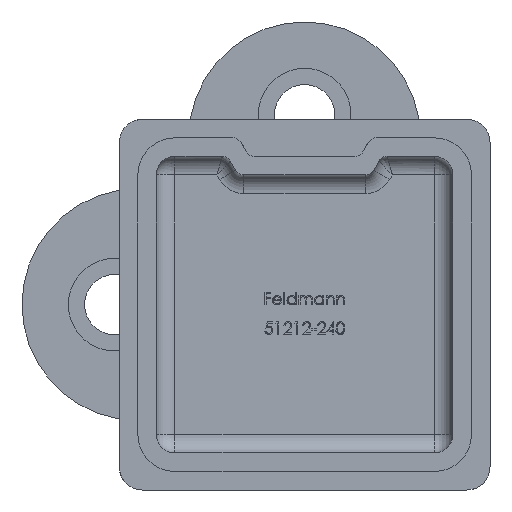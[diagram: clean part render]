
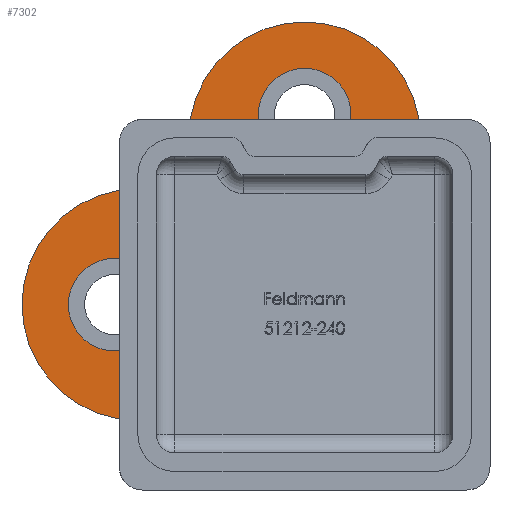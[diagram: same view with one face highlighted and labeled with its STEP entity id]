
A CAD part, front view. The second image highlights one B-rep face of the part: STEP entity #7302.
In plain terms, the highlighted planar face has unit normal (0, -1, 0).
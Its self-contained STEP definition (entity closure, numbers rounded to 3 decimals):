
#72 = AXIS2_PLACEMENT_3D ( 'NONE', #12884, #3974, #3926 ) ;
#83 = ORIENTED_EDGE ( 'NONE', *, *, #12312, .F. ) ;
#204 = CARTESIAN_POINT ( 'NONE',  ( -30.5, 78., 12.5 ) ) ;
#253 = DIRECTION ( 'NONE',  ( 0., 0., 1. ) ) ;
#283 = LINE ( 'NONE', #5107, #7682 ) ;
#430 = EDGE_CURVE ( 'NONE', #8127, #4531, #11196, .T. ) ;
#443 = EDGE_CURVE ( 'NONE', #4295, #11036, #5955, .T. ) ;
#562 = EDGE_CURVE ( 'NONE', #12553, #3819, #5256, .T. ) ;
#687 = ORIENTED_EDGE ( 'NONE', *, *, #1431, .T. ) ;
#812 = EDGE_CURVE ( 'NONE', #12494, #4310, #8398, .T. ) ;
#821 = CARTESIAN_POINT ( 'NONE',  ( 0., 78., 0. ) ) ;
#884 = DIRECTION ( 'NONE',  ( 1., 0., 0. ) ) ;
#961 = VECTOR ( 'NONE', #4640, 1000. ) ;
#1178 = ORIENTED_EDGE ( 'NONE', *, *, #562, .T. ) ;
#1219 = ORIENTED_EDGE ( 'NONE', *, *, #7530, .T. ) ;
#1322 = EDGE_LOOP ( 'NONE', ( #9196, #10781, #1325, #687, #1178, #83, #11026, #6351, #7955 ) ) ;
#1325 = ORIENTED_EDGE ( 'NONE', *, *, #7785, .F. ) ;
#1431 = EDGE_CURVE ( 'NONE', #11379, #12553, #6107, .T. ) ;
#1459 = CARTESIAN_POINT ( 'NONE',  ( -7.541, 78., -7.541 ) ) ;
#1485 = CARTESIAN_POINT ( 'NONE',  ( 0., 78., -12.5 ) ) ;
#1548 = EDGE_CURVE ( 'NONE', #4531, #12494, #1788, .T. ) ;
#1561 = EDGE_LOOP ( 'NONE', ( #6674, #1219, #10680, #6866 ) ) ;
#1788 = LINE ( 'NONE', #4232, #9260 ) ;
#2313 = CARTESIAN_POINT ( 'NONE',  ( -7.541, 78., 0. ) ) ;
#2337 = VECTOR ( 'NONE', #10842, 1000. ) ;
#2546 = CARTESIAN_POINT ( 'NONE',  ( 0., 78., 18. ) ) ;
#2548 = CARTESIAN_POINT ( 'NONE',  ( -12.5, 78., 12.5 ) ) ;
#2581 = VERTEX_POINT ( 'NONE', #7683 ) ;
#3304 = CARTESIAN_POINT ( 'NONE',  ( -30.5, 78., 0. ) ) ;
#3435 = CARTESIAN_POINT ( 'NONE',  ( 12.5, 78., 18. ) ) ;
#3670 = VERTEX_POINT ( 'NONE', #6708 ) ;
#3699 = VECTOR ( 'NONE', #253, 1000. ) ;
#3808 = CARTESIAN_POINT ( 'NONE',  ( 0., 78., -7.541 ) ) ;
#3819 = VERTEX_POINT ( 'NONE', #5823 ) ;
#3874 = AXIS2_PLACEMENT_3D ( 'NONE', #4403, #5520, #13307 ) ;
#3926 = DIRECTION ( 'NONE',  ( 0., 0., -1. ) ) ;
#3933 = AXIS2_PLACEMENT_3D ( 'NONE', #2546, #5859, #13654 ) ;
#3974 = DIRECTION ( 'NONE',  ( 0., -1., 0. ) ) ;
#4018 = CARTESIAN_POINT ( 'NONE',  ( -20.5, 78., 0. ) ) ;
#4097 = DIRECTION ( 'NONE',  ( 0., 0., 1. ) ) ;
#4107 = EDGE_CURVE ( 'NONE', #4295, #4112, #9734, .T. ) ;
#4112 = VERTEX_POINT ( 'NONE', #3304 ) ;
#4232 = CARTESIAN_POINT ( 'NONE',  ( 0., 78., 7.541 ) ) ;
#4295 = VERTEX_POINT ( 'NONE', #12575 ) ;
#4310 = VERTEX_POINT ( 'NONE', #7031 ) ;
#4403 = CARTESIAN_POINT ( 'NONE',  ( -18., 78., 0. ) ) ;
#4531 = VERTEX_POINT ( 'NONE', #9806 ) ;
#4559 = DIRECTION ( 'NONE',  ( 0., 0., 1. ) ) ;
#4640 = DIRECTION ( 'NONE',  ( 1., 0., 0. ) ) ;
#4734 = CARTESIAN_POINT ( 'NONE',  ( -18., 78., -12.5 ) ) ;
#4865 = ORIENTED_EDGE ( 'NONE', *, *, #11931, .F. ) ;
#4966 = FACE_BOUND ( 'NONE', #1561, .T. ) ;
#5107 = CARTESIAN_POINT ( 'NONE',  ( 12.5, 78., -12.5 ) ) ;
#5141 = EDGE_CURVE ( 'NONE', #2581, #2581, #11778, .T. ) ;
#5256 = CIRCLE ( 'NONE', #3933, 12.5 ) ;
#5333 = CIRCLE ( 'NONE', #13873, 12.5 ) ;
#5468 = VERTEX_POINT ( 'NONE', #4734 ) ;
#5520 = DIRECTION ( 'NONE',  ( 0., -1., 0. ) ) ;
#5823 = CARTESIAN_POINT ( 'NONE',  ( -12.5, 78., 18. ) ) ;
#5852 = VERTEX_POINT ( 'NONE', #10885 ) ;
#5859 = DIRECTION ( 'NONE',  ( 0., -1., 0. ) ) ;
#5948 = DIRECTION ( 'NONE',  ( -1., 0., 0. ) ) ;
#5955 = LINE ( 'NONE', #204, #961 ) ;
#6107 = CIRCLE ( 'NONE', #6848, 12.5 ) ;
#6183 = FACE_OUTER_BOUND ( 'NONE', #1322, .T. ) ;
#6252 = DIRECTION ( 'NONE',  ( 0., 0., -1. ) ) ;
#6351 = ORIENTED_EDGE ( 'NONE', *, *, #4107, .T. ) ;
#6593 = CIRCLE ( 'NONE', #72, 5. ) ;
#6674 = ORIENTED_EDGE ( 'NONE', *, *, #812, .T. ) ;
#6708 = CARTESIAN_POINT ( 'NONE',  ( 12.5, 78., 0. ) ) ;
#6813 = DIRECTION ( 'NONE',  ( 0., -1., 0. ) ) ;
#6848 = AXIS2_PLACEMENT_3D ( 'NONE', #11194, #6813, #4559 ) ;
#6852 = EDGE_CURVE ( 'NONE', #9054, #3670, #5333, .T. ) ;
#6866 = ORIENTED_EDGE ( 'NONE', *, *, #1548, .T. ) ;
#6958 = VECTOR ( 'NONE', #8022, 1000. ) ;
#7031 = CARTESIAN_POINT ( 'NONE',  ( 7.541, 78., -7.541 ) ) ;
#7294 = CARTESIAN_POINT ( 'NONE',  ( -18., 78., 0. ) ) ;
#7302 = ADVANCED_FACE ( 'NONE', ( #4966, #8822, #10049, #6183 ), #9623, .F. ) ;
#7408 = LINE ( 'NONE', #13881, #12971 ) ;
#7436 = AXIS2_PLACEMENT_3D ( 'NONE', #4018, #12924, #6252 ) ;
#7530 = EDGE_CURVE ( 'NONE', #4310, #8127, #9518, .T. ) ;
#7662 = EDGE_CURVE ( 'NONE', #9054, #5468, #7408, .T. ) ;
#7682 = VECTOR ( 'NONE', #12903, 1000. ) ;
#7683 = CARTESIAN_POINT ( 'NONE',  ( -20.5, 78., -5. ) ) ;
#7785 = EDGE_CURVE ( 'NONE', #11379, #3670, #283, .T. ) ;
#7955 = ORIENTED_EDGE ( 'NONE', *, *, #10104, .T. ) ;
#8022 = DIRECTION ( 'NONE',  ( 0., 0., 1. ) ) ;
#8127 = VERTEX_POINT ( 'NONE', #1459 ) ;
#8398 = LINE ( 'NONE', #9783, #2337 ) ;
#8538 = CARTESIAN_POINT ( 'NONE',  ( 0., 78., 0. ) ) ;
#8561 = DIRECTION ( 'NONE',  ( 0., -1., 0. ) ) ;
#8793 = CARTESIAN_POINT ( 'NONE',  ( 0., 78., 30.5 ) ) ;
#8822 = FACE_BOUND ( 'NONE', #12804, .T. ) ;
#8882 = EDGE_LOOP ( 'NONE', ( #4865 ) ) ;
#9054 = VERTEX_POINT ( 'NONE', #1485 ) ;
#9174 = VECTOR ( 'NONE', #13741, 1000. ) ;
#9196 = ORIENTED_EDGE ( 'NONE', *, *, #7662, .F. ) ;
#9257 = ORIENTED_EDGE ( 'NONE', *, *, #5141, .F. ) ;
#9260 = VECTOR ( 'NONE', #884, 1000. ) ;
#9518 = LINE ( 'NONE', #3808, #9174 ) ;
#9561 = CARTESIAN_POINT ( 'NONE',  ( -12.5, 78., 12.5 ) ) ;
#9623 = PLANE ( 'NONE',  #14332 ) ;
#9734 = CIRCLE ( 'NONE', #3874, 12.5 ) ;
#9740 = LINE ( 'NONE', #2548, #6958 ) ;
#9783 = CARTESIAN_POINT ( 'NONE',  ( 7.541, 78., 0. ) ) ;
#9806 = CARTESIAN_POINT ( 'NONE',  ( -7.541, 78., 7.541 ) ) ;
#10049 = FACE_BOUND ( 'NONE', #8882, .T. ) ;
#10104 = EDGE_CURVE ( 'NONE', #4112, #5468, #10481, .T. ) ;
#10481 = CIRCLE ( 'NONE', #12571, 12.5 ) ;
#10680 = ORIENTED_EDGE ( 'NONE', *, *, #430, .T. ) ;
#10733 = DIRECTION ( 'NONE',  ( 0., 1., 0. ) ) ;
#10781 = ORIENTED_EDGE ( 'NONE', *, *, #6852, .T. ) ;
#10842 = DIRECTION ( 'NONE',  ( 0., 0., -1. ) ) ;
#10885 = CARTESIAN_POINT ( 'NONE',  ( 0., 78., 15.5 ) ) ;
#10946 = DIRECTION ( 'NONE',  ( 0., 0., 1. ) ) ;
#11026 = ORIENTED_EDGE ( 'NONE', *, *, #443, .F. ) ;
#11036 = VERTEX_POINT ( 'NONE', #9561 ) ;
#11194 = CARTESIAN_POINT ( 'NONE',  ( 0., 78., 18. ) ) ;
#11196 = LINE ( 'NONE', #2313, #3699 ) ;
#11379 = VERTEX_POINT ( 'NONE', #3435 ) ;
#11778 = CIRCLE ( 'NONE', #7436, 5. ) ;
#11869 = DIRECTION ( 'NONE',  ( 0., 0., 1. ) ) ;
#11931 = EDGE_CURVE ( 'NONE', #5852, #5852, #6593, .T. ) ;
#12312 = EDGE_CURVE ( 'NONE', #11036, #3819, #9740, .T. ) ;
#12494 = VERTEX_POINT ( 'NONE', #14313 ) ;
#12553 = VERTEX_POINT ( 'NONE', #8793 ) ;
#12571 = AXIS2_PLACEMENT_3D ( 'NONE', #7294, #13917, #11869 ) ;
#12575 = CARTESIAN_POINT ( 'NONE',  ( -18., 78., 12.5 ) ) ;
#12804 = EDGE_LOOP ( 'NONE', ( #9257 ) ) ;
#12884 = CARTESIAN_POINT ( 'NONE',  ( 0., 78., 20.5 ) ) ;
#12903 = DIRECTION ( 'NONE',  ( 0., 0., -1. ) ) ;
#12924 = DIRECTION ( 'NONE',  ( 0., -1., 0. ) ) ;
#12971 = VECTOR ( 'NONE', #5948, 1000. ) ;
#13307 = DIRECTION ( 'NONE',  ( 0., 0., 1. ) ) ;
#13654 = DIRECTION ( 'NONE',  ( 0., 0., 1. ) ) ;
#13741 = DIRECTION ( 'NONE',  ( -1., 0., 0. ) ) ;
#13873 = AXIS2_PLACEMENT_3D ( 'NONE', #821, #8561, #10946 ) ;
#13881 = CARTESIAN_POINT ( 'NONE',  ( -30.5, 78., -12.5 ) ) ;
#13917 = DIRECTION ( 'NONE',  ( 0., -1., 0. ) ) ;
#14313 = CARTESIAN_POINT ( 'NONE',  ( 7.541, 78., 7.541 ) ) ;
#14332 = AXIS2_PLACEMENT_3D ( 'NONE', #8538, #10733, #4097 ) ;
